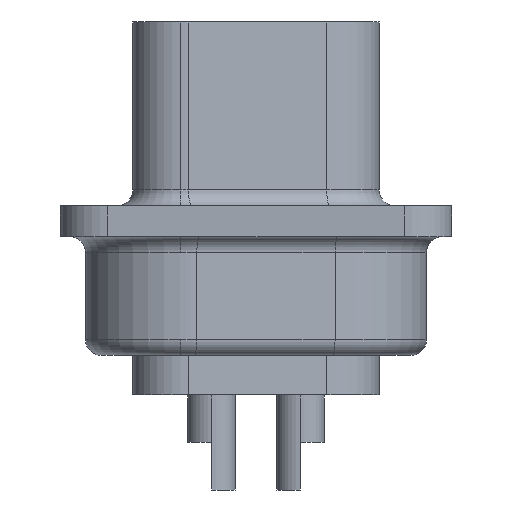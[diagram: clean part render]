
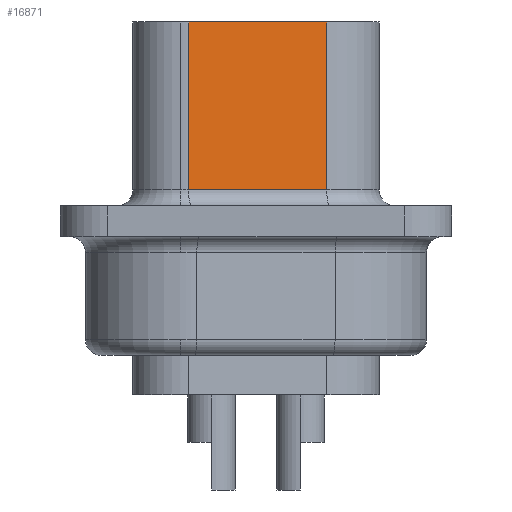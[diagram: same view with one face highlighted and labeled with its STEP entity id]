
A CAD part, left-side view. The second image highlights one B-rep face of the part: STEP entity #16871.
In plain terms, the highlighted planar face has unit normal (-0.985, -0.174, 0).
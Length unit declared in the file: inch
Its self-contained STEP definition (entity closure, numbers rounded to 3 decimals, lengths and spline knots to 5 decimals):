
#11 = ORIENTED_EDGE ( 'NONE', *, *, #16887, .T. ) ;
#222 = VERTEX_POINT ( 'NONE', #4817 ) ;
#2161 = EDGE_CURVE ( 'NONE', #222, #5764, #9406, .T. ) ;
#4817 = CARTESIAN_POINT ( 'NONE',  ( -1.08, 0.08508, 0.2515 ) ) ;
#5764 = VERTEX_POINT ( 'NONE', #14391 ) ;
#9403 = DIRECTION ( 'NONE',  ( 0., 0., -1. ) ) ;
#9404 = VECTOR ( 'NONE', #9403, 39.37008 ) ;
#9405 = CARTESIAN_POINT ( 'NONE',  ( -1.08, 0.08508, 0.2515 ) ) ;
#9406 = LINE ( 'NONE', #9405, #9404 ) ;
#11289 = EDGE_CURVE ( 'NONE', #222, #11291, #14384, .T. ) ;
#11291 = VERTEX_POINT ( 'NONE', #14439 ) ;
#14381 = DIRECTION ( 'NONE',  ( 0.174, -0.985, 0. ) ) ;
#14382 = VECTOR ( 'NONE', #14381, 39.37008 ) ;
#14383 = CARTESIAN_POINT ( 'NONE',  ( -1.08, 0.08508, 0.2515 ) ) ;
#14384 = LINE ( 'NONE', #14383, #14382 ) ;
#14391 = CARTESIAN_POINT ( 'NONE',  ( -1.08, 0.08508, 0.0395 ) ) ;
#14439 = CARTESIAN_POINT ( 'NONE',  ( -1.04924, -0.08939, 0.2515 ) ) ;
#16129 = DIRECTION ( 'NONE',  ( -0.174, 0.985, 0. ) ) ;
#16130 = DIRECTION ( 'NONE',  ( 0.985, 0.174, 0. ) ) ;
#16131 = CARTESIAN_POINT ( 'NONE',  ( -1.08, 0.08508, 0.2515 ) ) ;
#16132 = AXIS2_PLACEMENT_3D ( 'NONE', #16131, #16130, #16129 ) ;
#16134 = PLANE ( 'NONE',  #16132 ) ;
#16135 = FACE_OUTER_BOUND ( 'NONE', #16866, .T. ) ;
#16162 = LINE ( 'NONE', #16215, #16214 ) ;
#16208 = DIRECTION ( 'NONE',  ( 0., 0., -1. ) ) ;
#16209 = VECTOR ( 'NONE', #16208, 39.37008 ) ;
#16210 = CARTESIAN_POINT ( 'NONE',  ( -1.04924, -0.08939, 0.2515 ) ) ;
#16211 = LINE ( 'NONE', #16210, #16209 ) ;
#16212 = CARTESIAN_POINT ( 'NONE',  ( -1.04924, -0.08939, 0.0395 ) ) ;
#16213 = DIRECTION ( 'NONE',  ( 0.174, -0.985, 0. ) ) ;
#16214 = VECTOR ( 'NONE', #16213, 39.37008 ) ;
#16215 = CARTESIAN_POINT ( 'NONE',  ( -1.04924, -0.08939, 0.0395 ) ) ;
#16855 = ORIENTED_EDGE ( 'NONE', *, *, #2161, .T. ) ;
#16866 = EDGE_LOOP ( 'NONE', ( #16855, #11, #16890, #16889 ) ) ;
#16871 = ADVANCED_FACE ( 'NONE', ( #16135 ), #16134, .F. ) ;
#16887 = EDGE_CURVE ( 'NONE', #5764, #16888, #16162, .T. ) ;
#16888 = VERTEX_POINT ( 'NONE', #16212 ) ;
#16889 = ORIENTED_EDGE ( 'NONE', *, *, #11289, .F. ) ;
#16890 = ORIENTED_EDGE ( 'NONE', *, *, #16891, .F. ) ;
#16891 = EDGE_CURVE ( 'NONE', #11291, #16888, #16211, .T. ) ;
